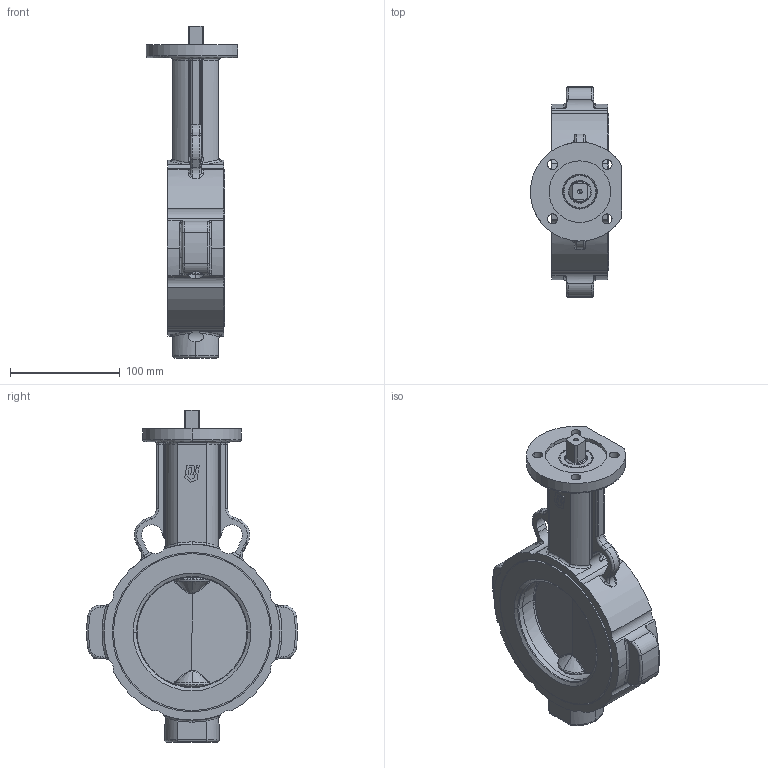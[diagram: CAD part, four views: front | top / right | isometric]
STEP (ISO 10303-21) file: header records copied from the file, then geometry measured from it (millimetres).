
FILE_DESCRIPTION(('HOOPS Exchange Step'),'2;1');
FILE_NAME('AK09_DN100_PN10-16_ansi150_jis10k_oH.stp','2025-10-06T11:06:59+02:00',('nieru'),('Unknown organisation'),'HOOPS Exchange 2024.2','HOOPS Exchange','Unknown authorisation');
FILE_SCHEMA( ('AP203_CONFIGURATION_CONTROLLED_3D_DESIGN_OF_MECHANICAL_PARTS_AND_ASSEMBLIES_MIM_LF') );
Length unit declared in the file: millimetre
Products named in the file (2): 0; root
Assembly tree (1 placements, depth 2):
  root
    0
Bounding box: 83 x 191.76 x 302 mm (x, y, z)
Volume: 1016515.9 mm3; surface area: 129945.9 mm2
Topology: 1 solids, 1 shells, 467 faces, 1243 edges, 774 vertices
Faces by surface type: cylinder 164, torus 100, plane 89, bspline 62, cone 34, sphere 18
Entity records: 22532 total; most frequent: CARTESIAN_POINT 11712, ORIENTED_EDGE 2442, DIRECTION 2025, EDGE_CURVE 1221, AXIS2_PLACEMENT_3D 839, VERTEX_POINT 774, EDGE_LOOP 497, FACE_BOUND 497
